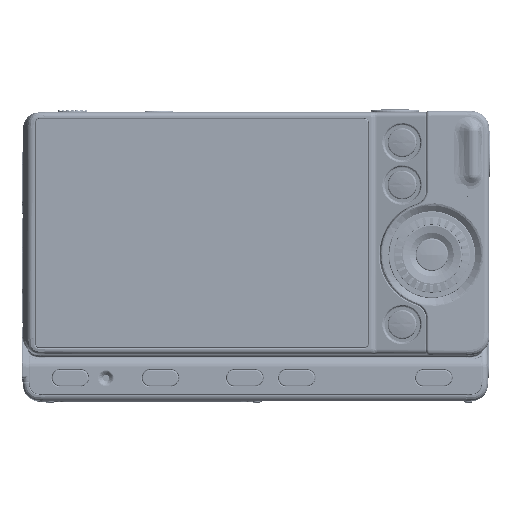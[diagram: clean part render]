
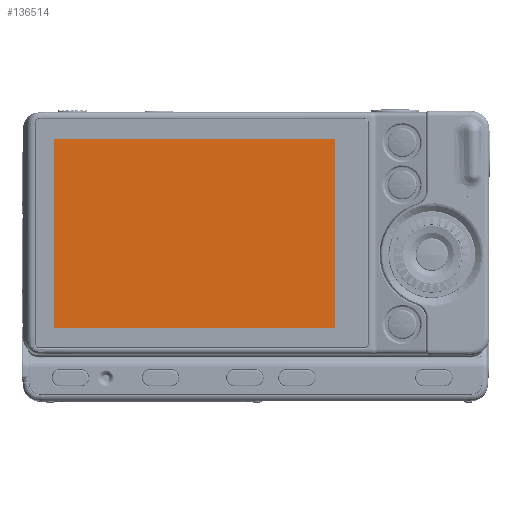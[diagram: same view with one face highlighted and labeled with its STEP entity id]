
A CAD part, top view. The second image highlights one B-rep face of the part: STEP entity #136514.
In plain terms, the highlighted planar face has unit normal (0, 0, 1).
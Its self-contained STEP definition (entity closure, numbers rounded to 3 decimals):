
#8144 = DIRECTION ( 'NONE',  ( -1., 0., 0. ) ) ;
#10787 = CARTESIAN_POINT ( 'NONE',  ( -37.1, 28.551, 22.8 ) ) ;
#15695 = LINE ( 'NONE', #243799, #25185 ) ;
#16226 = VERTEX_POINT ( 'NONE', #56347 ) ;
#20812 = LINE ( 'NONE', #308707, #322601 ) ;
#25185 = VECTOR ( 'NONE', #366391, 1000. ) ;
#56347 = CARTESIAN_POINT ( 'NONE',  ( -33.699, 28.551, 22.8 ) ) ;
#75576 = EDGE_CURVE ( 'NONE', #274976, #16226, #341387, .T. ) ;
#79075 = EDGE_CURVE ( 'NONE', #16226, #123511, #372511, .T. ) ;
#100847 = VECTOR ( 'NONE', #226388, 1000. ) ;
#121306 = ORIENTED_EDGE ( 'NONE', *, *, #75576, .F. ) ;
#123511 = VERTEX_POINT ( 'NONE', #301547 ) ;
#136514 = ADVANCED_FACE ( 'NONE', ( #353334 ), #257982, .T. ) ;
#136906 = ORIENTED_EDGE ( 'NONE', *, *, #289902, .F. ) ;
#151490 = ORIENTED_EDGE ( 'NONE', *, *, #79075, .F. ) ;
#169666 = DIRECTION ( 'NONE',  ( 0., 0., 1. ) ) ;
#193471 = CARTESIAN_POINT ( 'NONE',  ( -33.699, -20.8, 22.8 ) ) ;
#199100 = CARTESIAN_POINT ( 'NONE',  ( 33.961, -16.849, 22.8 ) ) ;
#202589 = VECTOR ( 'NONE', #313922, 1000. ) ;
#226388 = DIRECTION ( 'NONE',  ( 0., 1., 0. ) ) ;
#228278 = EDGE_LOOP ( 'NONE', ( #121306, #136906, #326403, #151490 ) ) ;
#241613 = CARTESIAN_POINT ( 'NONE',  ( -33.699, -16.849, 22.8 ) ) ;
#243799 = CARTESIAN_POINT ( 'NONE',  ( 33.961, -20.8, 22.8 ) ) ;
#257982 = PLANE ( 'NONE',  #373955 ) ;
#259277 = CARTESIAN_POINT ( 'NONE',  ( -37.1, -20.8, 22.8 ) ) ;
#274976 = VERTEX_POINT ( 'NONE', #241613 ) ;
#283792 = VERTEX_POINT ( 'NONE', #199100 ) ;
#289902 = EDGE_CURVE ( 'NONE', #283792, #274976, #20812, .T. ) ;
#301547 = CARTESIAN_POINT ( 'NONE',  ( 33.961, 28.551, 22.8 ) ) ;
#308707 = CARTESIAN_POINT ( 'NONE',  ( -37.1, -16.849, 22.8 ) ) ;
#313922 = DIRECTION ( 'NONE',  ( 1., 0., 0. ) ) ;
#322601 = VECTOR ( 'NONE', #8144, 1000. ) ;
#326403 = ORIENTED_EDGE ( 'NONE', *, *, #330263, .F. ) ;
#330263 = EDGE_CURVE ( 'NONE', #123511, #283792, #15695, .T. ) ;
#341387 = LINE ( 'NONE', #193471, #100847 ) ;
#349062 = DIRECTION ( 'NONE',  ( 1., 0., 0. ) ) ;
#353334 = FACE_OUTER_BOUND ( 'NONE', #228278, .T. ) ;
#366391 = DIRECTION ( 'NONE',  ( 0., -1., 0. ) ) ;
#372511 = LINE ( 'NONE', #10787, #202589 ) ;
#373955 = AXIS2_PLACEMENT_3D ( 'NONE', #259277, #169666, #349062 ) ;
